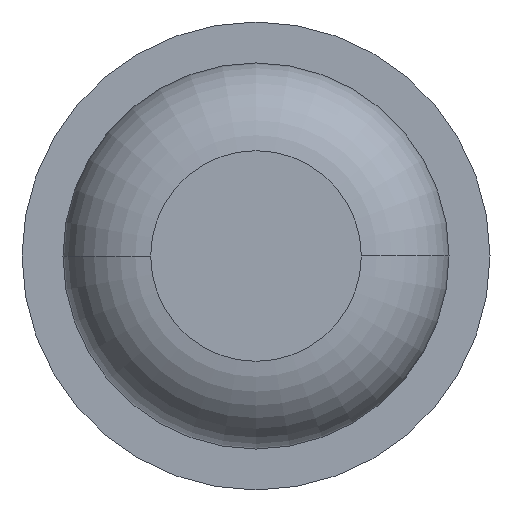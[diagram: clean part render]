
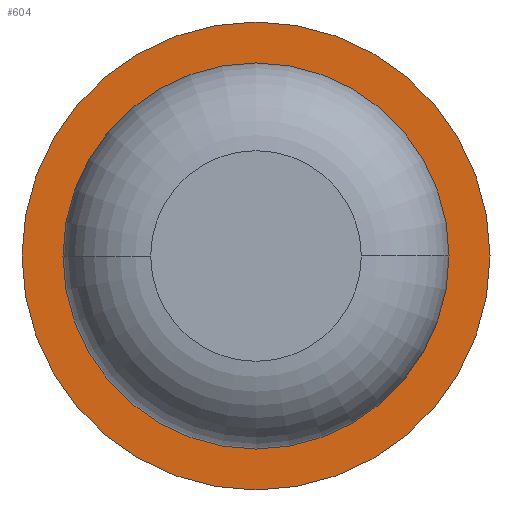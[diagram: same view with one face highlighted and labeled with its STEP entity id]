
A CAD part, front view. The second image highlights one B-rep face of the part: STEP entity #604.
In plain terms, the highlighted planar face has unit normal (0, -1, 0).
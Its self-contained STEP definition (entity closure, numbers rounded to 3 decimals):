
#169 = AXIS2_PLACEMENT_3D ( 'NONE', #3245, #2883, #2554 ) ;
#382 = CARTESIAN_POINT ( 'NONE',  ( 0., -6., 0. ) ) ;
#391 = ORIENTED_EDGE ( 'NONE', *, *, #4112, .T. ) ;
#604 = ADVANCED_FACE ( 'Defeature ausgef�hrt1_7', ( #3086, #836 ), #3549, .F. ) ;
#653 = DIRECTION ( 'NONE',  ( 0., 1., 0. ) ) ;
#836 = FACE_BOUND ( 'NONE', #2675, .T. ) ;
#1102 = CIRCLE ( 'NONE', #1477, 0.825 ) ;
#1148 = DIRECTION ( 'NONE',  ( -1., 0., 0. ) ) ;
#1227 = EDGE_CURVE ( 'Defeature ausgef�hrt1_8+Defeature ausgef�hrt1_7+Defeature ausgef�hrt1_7+Defeature ausgef�hrt1_7', #1271, #1633, #3566, .T. ) ;
#1271 = VERTEX_POINT ( 'NONE', #3413 ) ;
#1477 = AXIS2_PLACEMENT_3D ( 'NONE', #382, #3108, #2125 ) ;
#1528 = CIRCLE ( 'NONE', #169, 0.825 ) ;
#1542 = ORIENTED_EDGE ( 'NONE', *, *, #2463, .T. ) ;
#1607 = CARTESIAN_POINT ( 'NONE',  ( -0.825, -6., 0. ) ) ;
#1633 = VERTEX_POINT ( 'NONE', #3694 ) ;
#1642 = AXIS2_PLACEMENT_3D ( 'NONE', #2025, #653, #2733 ) ;
#1675 = VERTEX_POINT ( 'NONE', #2020 ) ;
#1845 = EDGE_CURVE ( 'Defeature ausgef�hrt1_8+Defeature ausgef�hrt1_7+Defeature ausgef�hrt1_7+Defeature ausgef�hrt1_7', #1633, #1271, #3946, .T. ) ;
#1979 = VERTEX_POINT ( 'NONE', #1607 ) ;
#2020 = CARTESIAN_POINT ( 'NONE',  ( 0.825, -6., 0. ) ) ;
#2025 = CARTESIAN_POINT ( 'NONE',  ( 0., -6., 0. ) ) ;
#2125 = DIRECTION ( 'NONE',  ( -1., 0., 0. ) ) ;
#2128 = DIRECTION ( 'NONE',  ( 0., 1., 0. ) ) ;
#2463 = EDGE_CURVE ( 'Defeature ausgef�hrt1_7+Defeature ausgef�hrt1_0+Defeature ausgef�hrt1_0+Defeature ausgef�hrt1_0', #1675, #1979, #1102, .T. ) ;
#2512 = CARTESIAN_POINT ( 'NONE',  ( 0.825, -6., 0. ) ) ;
#2523 = DIRECTION ( 'NONE',  ( -1., 0., 0. ) ) ;
#2554 = DIRECTION ( 'NONE',  ( -1., 0., 0. ) ) ;
#2675 = EDGE_LOOP ( 'NONE', ( #391, #1542 ) ) ;
#2733 = DIRECTION ( 'NONE',  ( -1., 0., 0. ) ) ;
#2849 = ORIENTED_EDGE ( 'NONE', *, *, #1845, .F. ) ;
#2883 = DIRECTION ( 'NONE',  ( 0., 1., 0. ) ) ;
#3086 = FACE_OUTER_BOUND ( 'NONE', #3416, .T. ) ;
#3108 = DIRECTION ( 'NONE',  ( 0., 1., 0. ) ) ;
#3245 = CARTESIAN_POINT ( 'NONE',  ( 0., -6., 0. ) ) ;
#3413 = CARTESIAN_POINT ( 'NONE',  ( -1., -6., 0. ) ) ;
#3416 = EDGE_LOOP ( 'NONE', ( #4350, #2849 ) ) ;
#3549 = PLANE ( 'NONE',  #4288 ) ;
#3562 = DIRECTION ( 'NONE',  ( 0., 1., 0. ) ) ;
#3566 = CIRCLE ( 'NONE', #1642, 1. ) ;
#3694 = CARTESIAN_POINT ( 'NONE',  ( 1., -6., 0. ) ) ;
#3946 = CIRCLE ( 'NONE', #4020, 1. ) ;
#4020 = AXIS2_PLACEMENT_3D ( 'NONE', #4287, #3562, #2523 ) ;
#4112 = EDGE_CURVE ( 'Defeature ausgef�hrt1_7+Defeature ausgef�hrt1_0+Defeature ausgef�hrt1_0+Defeature ausgef�hrt1_0', #1979, #1675, #1528, .T. ) ;
#4287 = CARTESIAN_POINT ( 'NONE',  ( 0., -6., 0. ) ) ;
#4288 = AXIS2_PLACEMENT_3D ( 'NONE', #2512, #2128, #1148 ) ;
#4350 = ORIENTED_EDGE ( 'NONE', *, *, #1227, .F. ) ;
